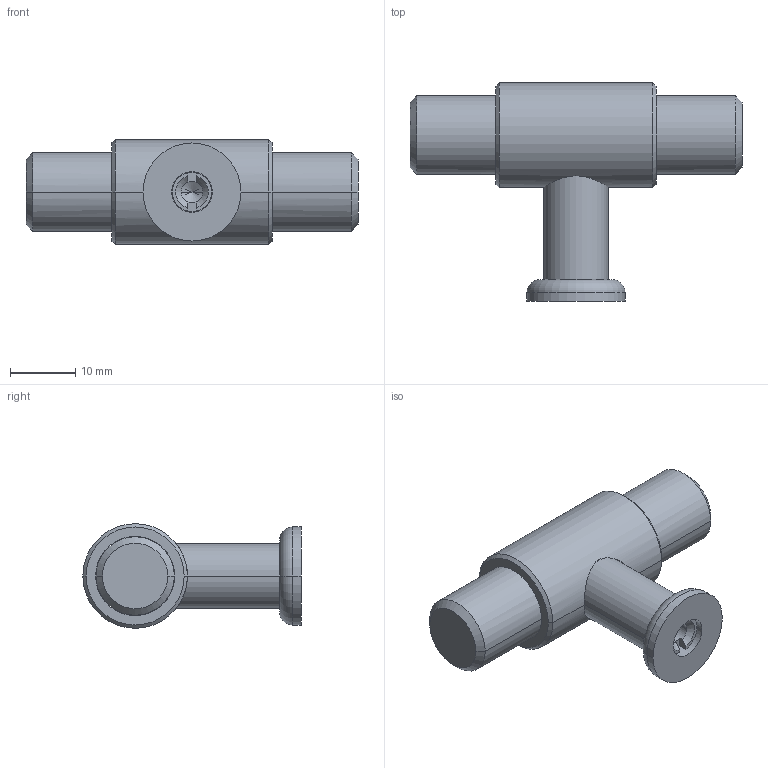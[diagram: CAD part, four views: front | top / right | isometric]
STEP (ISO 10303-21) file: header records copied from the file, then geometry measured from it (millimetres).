
FILE_DESCRIPTION(('Creo Elements/Direct Modeling STEP Export'),'2;1');
FILE_NAME('2604-51.stp','2023-02-13T 9:26:12',(''),(''),'Creo Elements/Direct Modeling STEP processor for AP214 (Solid Model)','Creo Elements/Direct Modeling 20.0 12-Nov-2016 (C) Parametric Technology GmbH','');
FILE_SCHEMA(('AUTOMOTIVE_DESIGN { 1 0 10303 214 1 1 1 1 }'));
Length unit declared in the file: millimetre
Products named in the file (6): AL-11913; Hülse; Sockelfuss; Schraube.1; AL-11879; AL-11912
Assembly tree (5 placements, depth 3):
  AL-11912
    AL-11879
      Schraube.1
      Sockelfuss
      Hülse
    AL-11913
Bounding box: 50.8 x 33.4 x 16 mm (x, y, z)
Volume: 9258.1 mm3; surface area: 6378.1 mm2
Topology: 4 solids, 4 shells, 71 faces, 165 edges, 102 vertices
Faces by surface type: cylinder 30, plane 21, cone 16, torus 2, bspline 2
Entity records: 3696 total; most frequent: CARTESIAN_POINT 2044, ORIENTED_EDGE 322, DIRECTION 280, EDGE_CURVE 161, AXIS2_PLACEMENT_3D 112, VERTEX_POINT 102, EDGE_LOOP 81, FACE_OUTER_BOUND 71
